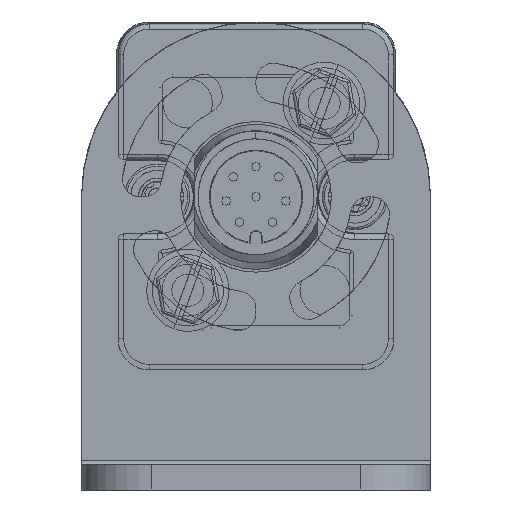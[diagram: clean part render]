
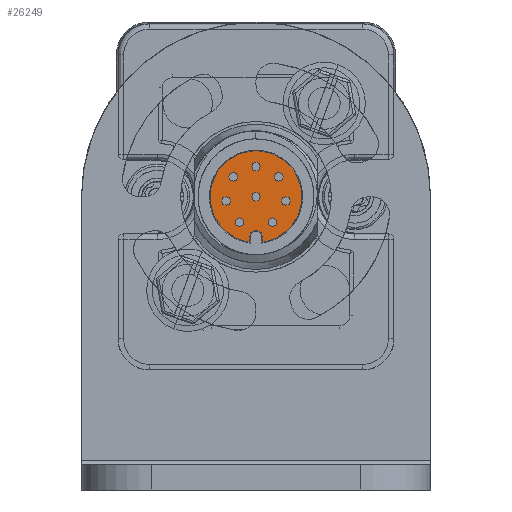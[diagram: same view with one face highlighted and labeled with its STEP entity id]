
A CAD part, left-side view. The second image highlights one B-rep face of the part: STEP entity #26249.
In plain terms, the highlighted planar face has unit normal (-1, 0, 0).
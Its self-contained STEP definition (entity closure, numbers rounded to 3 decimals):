
#8368=CARTESIAN_POINT('',(-219.694,-8.095,3.057));
#8375=CARTESIAN_POINT('',(-219.694,-7.515,7.217));
#8376=DIRECTION('',(-1.,0.,0.));
#8377=DIRECTION('',(0.,-0.138,-0.99));
#8378=AXIS2_PLACEMENT_3D('',#8375,#8376,#8377);
#8380=CARTESIAN_POINT('',(-219.694,-6.935,3.057));
#8387=DIRECTION('',(0.,0.,-1.));
#8388=VECTOR('',#8387,0.53);
#8389=CARTESIAN_POINT('',(-219.694,-6.935,3.587));
#8390=LINE('',#8389,#8388);
#8391=DIRECTION('',(0.,0.,1.));
#8392=VECTOR('',#8391,0.53);
#8393=CARTESIAN_POINT('',(-219.694,-8.095,3.057));
#8394=LINE('',#8393,#8392);
#8395=CARTESIAN_POINT('',(-219.694,-7.515,3.587));
#8396=DIRECTION('',(-1.,0.,0.));
#8397=DIRECTION('',(0.,-1.,0.));
#8398=AXIS2_PLACEMENT_3D('',#8395,#8396,#8397);
#8400=CARTESIAN_POINT('',(-219.694,-6.017,4.911));
#8401=DIRECTION('',(-1.,0.,0.));
#8402=DIRECTION('',(0.,1.,0.));
#8403=AXIS2_PLACEMENT_3D('',#8400,#8401,#8402);
#8405=CARTESIAN_POINT('',(-219.694,-6.017,4.911));
#8406=DIRECTION('',(-1.,0.,0.));
#8407=DIRECTION('',(0.,-1.,0.));
#8408=AXIS2_PLACEMENT_3D('',#8405,#8406,#8407);
#8410=CARTESIAN_POINT('',(-219.694,-4.792,6.834));
#8411=DIRECTION('',(-1.,0.,0.));
#8412=DIRECTION('',(0.,1.,0.));
#8413=AXIS2_PLACEMENT_3D('',#8410,#8411,#8412);
#8415=CARTESIAN_POINT('',(-219.694,-4.792,6.834));
#8416=DIRECTION('',(-1.,0.,0.));
#8417=DIRECTION('',(0.,-1.,0.));
#8418=AXIS2_PLACEMENT_3D('',#8415,#8416,#8417);
#8420=CARTESIAN_POINT('',(-219.694,-5.44,9.021));
#8421=DIRECTION('',(-1.,0.,0.));
#8422=DIRECTION('',(0.,1.,0.));
#8423=AXIS2_PLACEMENT_3D('',#8420,#8421,#8422);
#8425=CARTESIAN_POINT('',(-219.694,-5.44,9.021));
#8426=DIRECTION('',(-1.,0.,0.));
#8427=DIRECTION('',(0.,-1.,0.));
#8428=AXIS2_PLACEMENT_3D('',#8425,#8426,#8427);
#8430=CARTESIAN_POINT('',(-219.694,-9.013,4.911));
#8431=DIRECTION('',(-1.,0.,0.));
#8432=DIRECTION('',(0.,1.,0.));
#8433=AXIS2_PLACEMENT_3D('',#8430,#8431,#8432);
#8435=CARTESIAN_POINT('',(-219.694,-9.013,4.911));
#8436=DIRECTION('',(-1.,0.,0.));
#8437=DIRECTION('',(0.,-1.,0.));
#8438=AXIS2_PLACEMENT_3D('',#8435,#8436,#8437);
#8440=CARTESIAN_POINT('',(-219.694,-10.238,6.834));
#8441=DIRECTION('',(-1.,0.,0.));
#8442=DIRECTION('',(0.,1.,0.));
#8443=AXIS2_PLACEMENT_3D('',#8440,#8441,#8442);
#8445=CARTESIAN_POINT('',(-219.694,-10.238,6.834));
#8446=DIRECTION('',(-1.,0.,0.));
#8447=DIRECTION('',(0.,-1.,0.));
#8448=AXIS2_PLACEMENT_3D('',#8445,#8446,#8447);
#8450=CARTESIAN_POINT('',(-219.694,-7.515,9.967));
#8451=DIRECTION('',(-1.,0.,0.));
#8452=DIRECTION('',(0.,1.,0.));
#8453=AXIS2_PLACEMENT_3D('',#8450,#8451,#8452);
#8455=CARTESIAN_POINT('',(-219.694,-7.515,9.967));
#8456=DIRECTION('',(-1.,0.,0.));
#8457=DIRECTION('',(0.,-1.,0.));
#8458=AXIS2_PLACEMENT_3D('',#8455,#8456,#8457);
#8460=CARTESIAN_POINT('',(-219.694,-7.515,7.217));
#8461=DIRECTION('',(-1.,0.,0.));
#8462=DIRECTION('',(0.,1.,0.));
#8463=AXIS2_PLACEMENT_3D('',#8460,#8461,#8462);
#8465=CARTESIAN_POINT('',(-219.694,-7.515,7.217));
#8466=DIRECTION('',(-1.,0.,0.));
#8467=DIRECTION('',(0.,-1.,0.));
#8468=AXIS2_PLACEMENT_3D('',#8465,#8466,#8467);
#8470=CARTESIAN_POINT('',(-219.694,-9.59,9.021));
#8471=DIRECTION('',(-1.,0.,0.));
#8472=DIRECTION('',(0.,1.,0.));
#8473=AXIS2_PLACEMENT_3D('',#8470,#8471,#8472);
#8475=CARTESIAN_POINT('',(-219.694,-9.59,9.021));
#8476=DIRECTION('',(-1.,0.,0.));
#8477=DIRECTION('',(0.,-1.,0.));
#8478=AXIS2_PLACEMENT_3D('',#8475,#8476,#8477);
#14997=CARTESIAN_POINT('',(-219.694,-5.617,4.911));
#14998=CARTESIAN_POINT('',(-219.694,-6.417,4.911));
#14999=VERTEX_POINT('',#14997);
#15000=VERTEX_POINT('',#14998);
#15001=CARTESIAN_POINT('',(-219.694,-4.392,6.834));
#15002=CARTESIAN_POINT('',(-219.694,-5.192,6.834));
#15003=VERTEX_POINT('',#15001);
#15004=VERTEX_POINT('',#15002);
#15005=CARTESIAN_POINT('',(-219.694,-5.04,9.021));
#15006=CARTESIAN_POINT('',(-219.694,-5.84,9.021));
#15007=VERTEX_POINT('',#15005);
#15008=VERTEX_POINT('',#15006);
#15159=VERTEX_POINT('',#8380);
#15161=VERTEX_POINT('',#8368);
#15167=CARTESIAN_POINT('',(-219.694,-6.935,3.587));
#15168=VERTEX_POINT('',#15167);
#15169=CARTESIAN_POINT('',(-219.694,-8.095,3.587));
#15170=VERTEX_POINT('',#15169);
#15171=CARTESIAN_POINT('',(-219.694,-7.115,9.967));
#15172=CARTESIAN_POINT('',(-219.694,-7.915,9.967));
#15173=VERTEX_POINT('',#15171);
#15174=VERTEX_POINT('',#15172);
#15175=CARTESIAN_POINT('',(-219.694,-7.115,7.217));
#15176=CARTESIAN_POINT('',(-219.694,-7.915,7.217));
#15177=VERTEX_POINT('',#15175);
#15178=VERTEX_POINT('',#15176);
#15179=CARTESIAN_POINT('',(-219.694,-9.19,9.021));
#15180=CARTESIAN_POINT('',(-219.694,-9.99,9.021));
#15181=VERTEX_POINT('',#15179);
#15182=VERTEX_POINT('',#15180);
#15227=CARTESIAN_POINT('',(-219.694,-8.613,4.911));
#15228=CARTESIAN_POINT('',(-219.694,-9.413,4.911));
#15229=VERTEX_POINT('',#15227);
#15230=VERTEX_POINT('',#15228);
#15231=CARTESIAN_POINT('',(-219.694,-9.838,6.834));
#15232=CARTESIAN_POINT('',(-219.694,-10.638,6.834));
#15233=VERTEX_POINT('',#15231);
#15234=VERTEX_POINT('',#15232);
#26188=CARTESIAN_POINT('',(-219.694,-7.515,7.217));
#26189=DIRECTION('',(-1.,0.,0.));
#26190=DIRECTION('',(0.,0.,1.));
#26191=AXIS2_PLACEMENT_3D('',#26188,#26189,#26190);
#26192=PLANE('',#26191);
#26194=ORIENTED_EDGE('',*,*,#26193,.T.);
#26195=ORIENTED_EDGE('',*,*,#26167,.F.);
#26196=ORIENTED_EDGE('',*,*,#26179,.T.);
#26198=ORIENTED_EDGE('',*,*,#26197,.T.);
#26199=EDGE_LOOP('',(#26194,#26195,#26196,#26198));
#26200=FACE_OUTER_BOUND('',#26199,.F.);
#26202=ORIENTED_EDGE('',*,*,#26201,.T.);
#26204=ORIENTED_EDGE('',*,*,#26203,.T.);
#26205=EDGE_LOOP('',(#26202,#26204));
#26206=FACE_BOUND('',#26205,.F.);
#26208=ORIENTED_EDGE('',*,*,#26207,.T.);
#26210=ORIENTED_EDGE('',*,*,#26209,.T.);
#26211=EDGE_LOOP('',(#26208,#26210));
#26212=FACE_BOUND('',#26211,.F.);
#26214=ORIENTED_EDGE('',*,*,#26213,.T.);
#26216=ORIENTED_EDGE('',*,*,#26215,.T.);
#26217=EDGE_LOOP('',(#26214,#26216));
#26218=FACE_BOUND('',#26217,.F.);
#26220=ORIENTED_EDGE('',*,*,#26219,.T.);
#26222=ORIENTED_EDGE('',*,*,#26221,.T.);
#26223=EDGE_LOOP('',(#26220,#26222));
#26224=FACE_BOUND('',#26223,.F.);
#26226=ORIENTED_EDGE('',*,*,#26225,.T.);
#26228=ORIENTED_EDGE('',*,*,#26227,.T.);
#26229=EDGE_LOOP('',(#26226,#26228));
#26230=FACE_BOUND('',#26229,.F.);
#26232=ORIENTED_EDGE('',*,*,#26231,.T.);
#26234=ORIENTED_EDGE('',*,*,#26233,.T.);
#26235=EDGE_LOOP('',(#26232,#26234));
#26236=FACE_BOUND('',#26235,.F.);
#26238=ORIENTED_EDGE('',*,*,#26237,.T.);
#26240=ORIENTED_EDGE('',*,*,#26239,.T.);
#26241=EDGE_LOOP('',(#26238,#26240));
#26242=FACE_BOUND('',#26241,.F.);
#26244=ORIENTED_EDGE('',*,*,#26243,.T.);
#26246=ORIENTED_EDGE('',*,*,#26245,.T.);
#26247=EDGE_LOOP('',(#26244,#26246));
#26248=FACE_BOUND('',#26247,.F.);
#26249=ADVANCED_FACE('',(#26200,#26206,#26212,#26218,#26224,#26230,#26236,
#26242,#26248),#26192,.T.);
#8379=CIRCLE('',#8378,4.2);
#8399=CIRCLE('',#8398,0.58);
#8404=CIRCLE('',#8403,0.4);
#8409=CIRCLE('',#8408,0.4);
#8414=CIRCLE('',#8413,0.4);
#8419=CIRCLE('',#8418,0.4);
#8424=CIRCLE('',#8423,0.4);
#8429=CIRCLE('',#8428,0.4);
#8434=CIRCLE('',#8433,0.4);
#8439=CIRCLE('',#8438,0.4);
#8444=CIRCLE('',#8443,0.4);
#8449=CIRCLE('',#8448,0.4);
#8454=CIRCLE('',#8453,0.4);
#8459=CIRCLE('',#8458,0.4);
#8464=CIRCLE('',#8463,0.4);
#8469=CIRCLE('',#8468,0.4);
#8474=CIRCLE('',#8473,0.4);
#8479=CIRCLE('',#8478,0.4);
#26167=EDGE_CURVE('',#15161,#15159,#8379,.T.);
#26179=EDGE_CURVE('',#15161,#15170,#8394,.T.);
#26193=EDGE_CURVE('',#15168,#15159,#8390,.T.);
#26197=EDGE_CURVE('',#15170,#15168,#8399,.T.);
#26201=EDGE_CURVE('',#14999,#15000,#8404,.T.);
#26203=EDGE_CURVE('',#15000,#14999,#8409,.T.);
#26207=EDGE_CURVE('',#15003,#15004,#8414,.T.);
#26209=EDGE_CURVE('',#15004,#15003,#8419,.T.);
#26213=EDGE_CURVE('',#15007,#15008,#8424,.T.);
#26215=EDGE_CURVE('',#15008,#15007,#8429,.T.);
#26219=EDGE_CURVE('',#15229,#15230,#8434,.T.);
#26221=EDGE_CURVE('',#15230,#15229,#8439,.T.);
#26225=EDGE_CURVE('',#15233,#15234,#8444,.T.);
#26227=EDGE_CURVE('',#15234,#15233,#8449,.T.);
#26231=EDGE_CURVE('',#15173,#15174,#8454,.T.);
#26233=EDGE_CURVE('',#15174,#15173,#8459,.T.);
#26237=EDGE_CURVE('',#15177,#15178,#8464,.T.);
#26239=EDGE_CURVE('',#15178,#15177,#8469,.T.);
#26243=EDGE_CURVE('',#15181,#15182,#8474,.T.);
#26245=EDGE_CURVE('',#15182,#15181,#8479,.T.);
